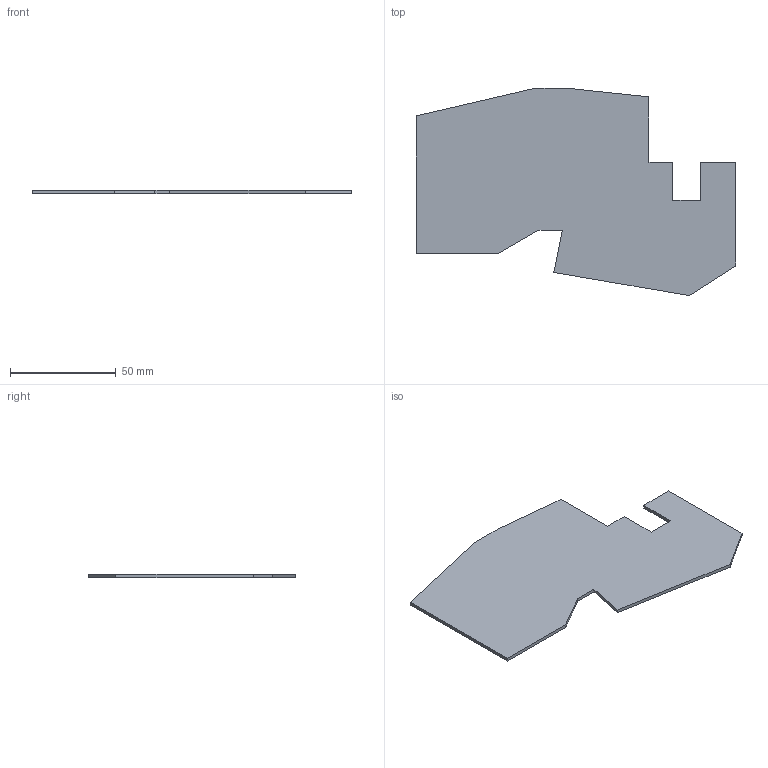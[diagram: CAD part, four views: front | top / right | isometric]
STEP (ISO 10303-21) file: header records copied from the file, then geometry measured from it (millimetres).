
FILE_DESCRIPTION(('KiCad electronic assembly'),'2;1');
FILE_NAME('empty-outline.step','2024-12-16T17:22:18',('Pcbnew'),('Kicad' ),'Open CASCADE STEP processor 7.7','KiCad to STEP converter', 'Unknown');
FILE_SCHEMA(('AUTOMOTIVE_DESIGN { 1 0 10303 214 1 1 1 1 }'));
Length unit declared in the file: millimetre
Products named in the file (2): empty-outline 1; empty-outline_PCB
Assembly tree (1 placements, depth 2):
  empty-outline 1
    empty-outline_PCB
Bounding box: 151 x 98 x 1.6 mm (x, y, z)
Volume: 17058.4 mm3; surface area: 22150.3 mm2
Topology: 1 solids, 1 shells, 19 faces, 51 edges, 34 vertices
Faces by surface type: plane 19
Entity records: 622 total; most frequent: CARTESIAN_POINT 106, ORIENTED_EDGE 102, DIRECTION 93, EDGE_CURVE 51, LINE 51, VECTOR 51, VERTEX_POINT 34, AXIS2_PLACEMENT_3D 21
